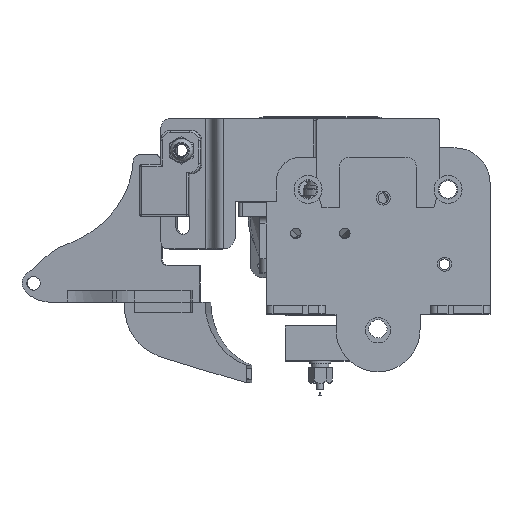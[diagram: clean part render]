
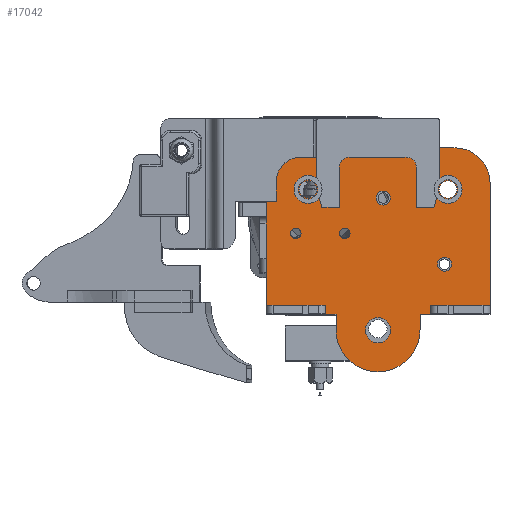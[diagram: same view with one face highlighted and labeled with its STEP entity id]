
A CAD part, top view. The second image highlights one B-rep face of the part: STEP entity #17042.
In plain terms, the highlighted planar face has unit normal (0, 0, 1).
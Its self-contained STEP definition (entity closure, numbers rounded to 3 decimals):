
#1121=FACE_BOUND('',#2628,.T.);
#1122=FACE_BOUND('',#2629,.T.);
#1123=FACE_BOUND('',#2630,.T.);
#1124=FACE_BOUND('',#2631,.T.);
#1125=FACE_BOUND('',#2632,.T.);
#1126=FACE_BOUND('',#2633,.T.);
#1127=FACE_BOUND('',#2634,.T.);
#1296=PLANE('',#18179);
#1708=FACE_OUTER_BOUND('',#2627,.T.);
#2627=EDGE_LOOP('',(#11504,#11505,#11506,#11507,#11508,#11509,#11510,#11511,
#11512,#11513,#11514,#11515,#11516,#11517));
#2628=EDGE_LOOP('',(#11518));
#2629=EDGE_LOOP('',(#11519));
#2630=EDGE_LOOP('',(#11520));
#2631=EDGE_LOOP('',(#11521));
#2632=EDGE_LOOP('',(#11522));
#2633=EDGE_LOOP('',(#11523));
#2634=EDGE_LOOP('',(#11524));
#3725=LINE('',#24722,#4937);
#3726=LINE('',#24726,#4938);
#3727=LINE('',#24728,#4939);
#3728=LINE('',#24730,#4940);
#3729=LINE('',#24732,#4941);
#3730=LINE('',#24734,#4942);
#3731=LINE('',#24738,#4943);
#3732=LINE('',#24740,#4944);
#3733=LINE('',#24742,#4945);
#3734=LINE('',#24744,#4946);
#3735=LINE('',#24746,#4947);
#4937=VECTOR('',#20002,10.);
#4938=VECTOR('',#20005,10.);
#4939=VECTOR('',#20006,10.);
#4940=VECTOR('',#20007,10.);
#4941=VECTOR('',#20008,10.);
#4942=VECTOR('',#20009,10.);
#4943=VECTOR('',#20012,10.);
#4944=VECTOR('',#20013,10.);
#4945=VECTOR('',#20014,10.);
#4946=VECTOR('',#20015,10.);
#4947=VECTOR('',#20016,10.);
#6131=CIRCLE('',#18138,2.5);
#6133=CIRCLE('',#18141,2.5);
#6140=CIRCLE('',#18151,1.5);
#6143=CIRCLE('',#18155,1.5);
#6146=CIRCLE('',#18159,3.6);
#6150=CIRCLE('',#18164,2.);
#6153=CIRCLE('',#18168,2.);
#6160=CIRCLE('',#18180,10.);
#6161=CIRCLE('',#18181,12.);
#6162=CIRCLE('',#18182,10.);
#7035=VERTEX_POINT('',#24622);
#7037=VERTEX_POINT('',#24628);
#7044=VERTEX_POINT('',#24648);
#7047=VERTEX_POINT('',#24656);
#7050=VERTEX_POINT('',#24664);
#7054=VERTEX_POINT('',#24674);
#7057=VERTEX_POINT('',#24682);
#7072=VERTEX_POINT('',#24720);
#7073=VERTEX_POINT('',#24721);
#7074=VERTEX_POINT('',#24723);
#7075=VERTEX_POINT('',#24725);
#7076=VERTEX_POINT('',#24727);
#7077=VERTEX_POINT('',#24729);
#7078=VERTEX_POINT('',#24731);
#7079=VERTEX_POINT('',#24733);
#7080=VERTEX_POINT('',#24735);
#7081=VERTEX_POINT('',#24737);
#7082=VERTEX_POINT('',#24739);
#7083=VERTEX_POINT('',#24741);
#7084=VERTEX_POINT('',#24743);
#7085=VERTEX_POINT('',#24745);
#8822=EDGE_CURVE('',#7035,#7035,#6131,.T.);
#8825=EDGE_CURVE('',#7037,#7037,#6133,.T.);
#8834=EDGE_CURVE('',#7044,#7044,#6140,.T.);
#8838=EDGE_CURVE('',#7047,#7047,#6143,.T.);
#8842=EDGE_CURVE('',#7050,#7050,#6146,.T.);
#8848=EDGE_CURVE('',#7054,#7054,#6150,.T.);
#8852=EDGE_CURVE('',#7057,#7057,#6153,.T.);
#8869=EDGE_CURVE('',#7072,#7073,#3725,.T.);
#8870=EDGE_CURVE('',#7073,#7074,#6160,.T.);
#8871=EDGE_CURVE('',#7075,#7074,#3726,.T.);
#8872=EDGE_CURVE('',#7076,#7075,#3727,.F.);
#8873=EDGE_CURVE('',#7077,#7076,#3728,.F.);
#8874=EDGE_CURVE('',#7077,#7078,#3729,.F.);
#8875=EDGE_CURVE('',#7078,#7079,#3730,.T.);
#8876=EDGE_CURVE('',#7079,#7080,#6161,.T.);
#8877=EDGE_CURVE('',#7080,#7081,#3731,.T.);
#8878=EDGE_CURVE('',#7082,#7081,#3732,.T.);
#8879=EDGE_CURVE('',#7083,#7082,#3733,.F.);
#8880=EDGE_CURVE('',#7084,#7083,#3734,.F.);
#8881=EDGE_CURVE('',#7085,#7084,#3735,.T.);
#8882=EDGE_CURVE('',#7085,#7072,#6162,.T.);
#11504=ORIENTED_EDGE('',*,*,#8869,.T.);
#11505=ORIENTED_EDGE('',*,*,#8870,.T.);
#11506=ORIENTED_EDGE('',*,*,#8871,.F.);
#11507=ORIENTED_EDGE('',*,*,#8872,.F.);
#11508=ORIENTED_EDGE('',*,*,#8873,.F.);
#11509=ORIENTED_EDGE('',*,*,#8874,.T.);
#11510=ORIENTED_EDGE('',*,*,#8875,.T.);
#11511=ORIENTED_EDGE('',*,*,#8876,.T.);
#11512=ORIENTED_EDGE('',*,*,#8877,.T.);
#11513=ORIENTED_EDGE('',*,*,#8878,.F.);
#11514=ORIENTED_EDGE('',*,*,#8879,.F.);
#11515=ORIENTED_EDGE('',*,*,#8880,.F.);
#11516=ORIENTED_EDGE('',*,*,#8881,.F.);
#11517=ORIENTED_EDGE('',*,*,#8882,.T.);
#11518=ORIENTED_EDGE('',*,*,#8822,.F.);
#11519=ORIENTED_EDGE('',*,*,#8825,.F.);
#11520=ORIENTED_EDGE('',*,*,#8834,.F.);
#11521=ORIENTED_EDGE('',*,*,#8838,.F.);
#11522=ORIENTED_EDGE('',*,*,#8842,.F.);
#11523=ORIENTED_EDGE('',*,*,#8848,.F.);
#11524=ORIENTED_EDGE('',*,*,#8852,.F.);
#17042=ADVANCED_FACE('',(#1708,#1121,#1122,#1123,#1124,#1125,#1126,#1127),
#1296,.T.);
#18138=AXIS2_PLACEMENT_3D('',#24624,#19900,#19901);
#18141=AXIS2_PLACEMENT_3D('',#24630,#19907,#19908);
#18151=AXIS2_PLACEMENT_3D('',#24649,#19929,#19930);
#18155=AXIS2_PLACEMENT_3D('',#24657,#19938,#19939);
#18159=AXIS2_PLACEMENT_3D('',#24665,#19947,#19948);
#18164=AXIS2_PLACEMENT_3D('',#24676,#19959,#19960);
#18168=AXIS2_PLACEMENT_3D('',#24684,#19968,#19969);
#18179=AXIS2_PLACEMENT_3D('',#24719,#20000,#20001);
#18180=AXIS2_PLACEMENT_3D('',#24724,#20003,#20004);
#18181=AXIS2_PLACEMENT_3D('',#24736,#20010,#20011);
#18182=AXIS2_PLACEMENT_3D('',#24747,#20017,#20018);
#19900=DIRECTION('center_axis',(0.,0.,1.));
#19901=DIRECTION('ref_axis',(1.,0.,0.));
#19907=DIRECTION('center_axis',(0.,0.,1.));
#19908=DIRECTION('ref_axis',(1.,0.,0.));
#19929=DIRECTION('center_axis',(0.,0.,1.));
#19930=DIRECTION('ref_axis',(-1.,0.,0.));
#19938=DIRECTION('center_axis',(0.,0.,1.));
#19939=DIRECTION('ref_axis',(-1.,0.,0.));
#19947=DIRECTION('center_axis',(0.,0.,1.));
#19948=DIRECTION('ref_axis',(-1.,0.,0.));
#19959=DIRECTION('center_axis',(0.,0.,1.));
#19960=DIRECTION('ref_axis',(1.,0.,0.));
#19968=DIRECTION('center_axis',(0.,0.,1.));
#19969=DIRECTION('ref_axis',(1.,0.,0.));
#20000=DIRECTION('center_axis',(0.,0.,1.));
#20001=DIRECTION('ref_axis',(1.,0.,0.));
#20002=DIRECTION('',(-1.,0.,0.));
#20003=DIRECTION('center_axis',(0.,0.,1.));
#20004=DIRECTION('ref_axis',(1.,0.,0.));
#20005=DIRECTION('',(0.,1.,0.));
#20006=DIRECTION('',(1.,0.,0.));
#20007=DIRECTION('',(0.,-1.,0.));
#20008=DIRECTION('',(-1.,0.,0.));
#20009=DIRECTION('',(0.,-1.,0.));
#20010=DIRECTION('center_axis',(0.,0.,1.));
#20011=DIRECTION('ref_axis',(1.,0.,0.));
#20012=DIRECTION('',(0.,1.,0.));
#20013=DIRECTION('',(-1.,0.,0.));
#20014=DIRECTION('',(0.,1.,0.));
#20015=DIRECTION('',(1.,0.,0.));
#20016=DIRECTION('',(0.,-1.,0.));
#20017=DIRECTION('center_axis',(0.,0.,1.));
#20018=DIRECTION('ref_axis',(-1.,0.,0.));
#24622=CARTESIAN_POINT('',(25.,30.4,44.4));
#24624=CARTESIAN_POINT('Origin',(27.5,30.4,44.4));
#24628=CARTESIAN_POINT('',(-15.,30.4,44.4));
#24630=CARTESIAN_POINT('Origin',(-12.5,30.4,44.4));
#24648=CARTESIAN_POINT('',(-14.5,17.85,44.4));
#24649=CARTESIAN_POINT('Origin',(-16.,17.85,44.4));
#24656=CARTESIAN_POINT('',(-0.5,17.85,44.4));
#24657=CARTESIAN_POINT('Origin',(-2.,17.85,44.4));
#24664=CARTESIAN_POINT('',(11.1,-9.8,44.4));
#24665=CARTESIAN_POINT('Origin',(7.5,-9.8,44.4));
#24674=CARTESIAN_POINT('',(7.,27.95,44.4));
#24676=CARTESIAN_POINT('Origin',(9.,27.95,44.4));
#24682=CARTESIAN_POINT('',(24.5,9.05,44.4));
#24684=CARTESIAN_POINT('Origin',(26.5,9.05,44.4));
#24719=CARTESIAN_POINT('Origin',(7.5,-9.7,44.4));
#24720=CARTESIAN_POINT('',(29.5,42.3,44.4));
#24721=CARTESIAN_POINT('',(-14.5,42.3,44.4));
#24722=CARTESIAN_POINT('',(13.5,42.3,44.4));
#24723=CARTESIAN_POINT('',(-24.5,32.3,44.4));
#24724=CARTESIAN_POINT('Origin',(-14.5,32.3,44.4));
#24725=CARTESIAN_POINT('',(-24.5,-2.7,44.4));
#24726=CARTESIAN_POINT('',(-24.5,0.3,44.4));
#24727=CARTESIAN_POINT('',(-7.5,-2.7,44.4));
#24728=CARTESIAN_POINT('',(-8.5,-2.7,44.4));
#24729=CARTESIAN_POINT('',(-7.5,-5.2,44.4));
#24730=CARTESIAN_POINT('',(-7.5,-6.2,44.4));
#24731=CARTESIAN_POINT('',(-4.5,-5.2,44.4));
#24732=CARTESIAN_POINT('',(-8.5,-5.2,44.4));
#24733=CARTESIAN_POINT('',(-4.5,-9.7,44.4));
#24734=CARTESIAN_POINT('',(-4.5,16.3,44.4));
#24735=CARTESIAN_POINT('',(19.5,-9.7,44.4));
#24736=CARTESIAN_POINT('Origin',(7.5,-9.7,44.4));
#24737=CARTESIAN_POINT('',(19.5,-5.2,44.4));
#24738=CARTESIAN_POINT('',(19.5,-9.7,44.4));
#24739=CARTESIAN_POINT('',(22.5,-5.2,44.4));
#24740=CARTESIAN_POINT('',(23.5,-5.2,44.4));
#24741=CARTESIAN_POINT('',(22.5,-2.7,44.4));
#24742=CARTESIAN_POINT('',(22.5,-7.45,44.4));
#24743=CARTESIAN_POINT('',(39.5,-2.7,44.4));
#24744=CARTESIAN_POINT('',(15.,-2.7,44.4));
#24745=CARTESIAN_POINT('',(39.5,32.3,44.4));
#24746=CARTESIAN_POINT('',(39.5,0.3,44.4));
#24747=CARTESIAN_POINT('Origin',(29.5,32.3,44.4));
